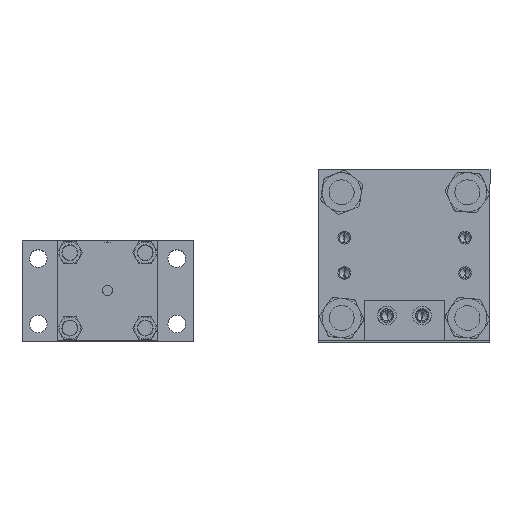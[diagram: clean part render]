
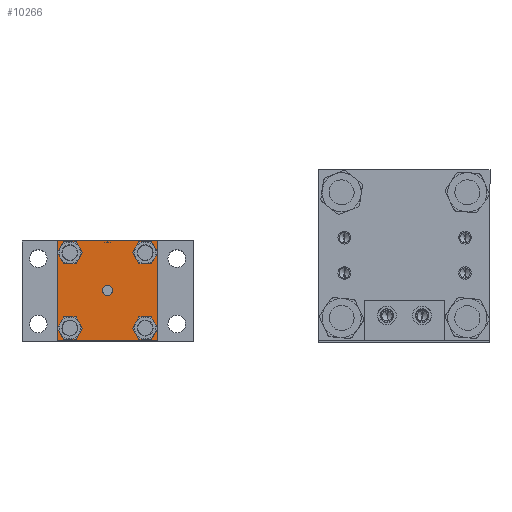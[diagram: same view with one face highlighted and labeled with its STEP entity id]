
A CAD part, top view. The second image highlights one B-rep face of the part: STEP entity #10266.
In plain terms, the highlighted planar face has unit normal (0, 0, 1).
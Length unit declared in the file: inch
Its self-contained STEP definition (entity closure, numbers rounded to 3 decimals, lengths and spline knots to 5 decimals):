
#249 = EDGE_CURVE ( 'NONE', #13442, #11313, #10931, .T. ) ;
#368 = CIRCLE ( 'NONE', #8172, 0.188 ) ;
#726 = EDGE_CURVE ( 'NONE', #12094, #9079, #11870, .T. ) ;
#749 = CARTESIAN_POINT ( 'NONE',  ( 7.02246, 7.39306, 0.5 ) ) ;
#759 = CARTESIAN_POINT ( 'NONE',  ( 5.89946, 8.32806, 0.5 ) ) ;
#773 = ORIENTED_EDGE ( 'NONE', *, *, #14918, .F. ) ;
#921 = DIRECTION ( 'NONE',  ( 1., 0., 0. ) ) ;
#1080 = DIRECTION ( 'NONE',  ( 1., 0., 0. ) ) ;
#1331 = EDGE_CURVE ( 'NONE', #8598, #11060, #13930, .T. ) ;
#1552 = AXIS2_PLACEMENT_3D ( 'NONE', #4545, #5695, #10641 ) ;
#1808 = CIRCLE ( 'NONE', #10275, 0.188 ) ;
#2078 = CARTESIAN_POINT ( 'NONE',  ( 5.89946, 9.57806, 0.5 ) ) ;
#2138 = FACE_BOUND ( 'NONE', #3511, .T. ) ;
#2180 = LINE ( 'NONE', #6645, #4859 ) ;
#2438 = DIRECTION ( 'NONE',  ( 1., 0., 0. ) ) ;
#2651 = EDGE_CURVE ( 'NONE', #9079, #12094, #1808, .T. ) ;
#2685 = ORIENTED_EDGE ( 'NONE', *, *, #249, .F. ) ;
#2739 = ORIENTED_EDGE ( 'NONE', *, *, #2651, .F. ) ;
#2952 = EDGE_CURVE ( 'NONE', #9211, #8599, #2180, .T. ) ;
#2960 = EDGE_LOOP ( 'NONE', ( #8165, #7929 ) ) ;
#3039 = ORIENTED_EDGE ( 'NONE', *, *, #1331, .F. ) ;
#3048 = DIRECTION ( 'NONE',  ( 0., -1., 0. ) ) ;
#3122 = AXIS2_PLACEMENT_3D ( 'NONE', #15405, #8148, #921 ) ;
#3325 = DIRECTION ( 'NONE',  ( 0., 0., 1. ) ) ;
#3348 = CIRCLE ( 'NONE', #10749, 0.188 ) ;
#3449 = EDGE_CURVE ( 'NONE', #11060, #8598, #6147, .T. ) ;
#3511 = EDGE_LOOP ( 'NONE', ( #5533, #773 ) ) ;
#3975 = ORIENTED_EDGE ( 'NONE', *, *, #2952, .T. ) ;
#4425 = AXIS2_PLACEMENT_3D ( 'NONE', #759, #12649, #10267 ) ;
#4441 = DIRECTION ( 'NONE',  ( 1., 0., 0. ) ) ;
#4545 = CARTESIAN_POINT ( 'NONE',  ( 6.83446, 7.39306, 0.5 ) ) ;
#4596 = VERTEX_POINT ( 'NONE', #9993 ) ;
#4632 = CARTESIAN_POINT ( 'NONE',  ( 7.14946, 7.07806, 0.5 ) ) ;
#4695 = CARTESIAN_POINT ( 'NONE',  ( 6.64646, 9.26306, 0.5 ) ) ;
#4704 = CARTESIAN_POINT ( 'NONE',  ( 5.15246, 9.26306, 0.5 ) ) ;
#4859 = VECTOR ( 'NONE', #3048, 39.37008 ) ;
#4901 = EDGE_CURVE ( 'NONE', #8599, #11313, #14604, .T. ) ;
#5184 = VECTOR ( 'NONE', #10530, 39.37008 ) ;
#5358 = FACE_BOUND ( 'NONE', #14347, .T. ) ;
#5497 = CIRCLE ( 'NONE', #6344, 0.188 ) ;
#5533 = ORIENTED_EDGE ( 'NONE', *, *, #14459, .F. ) ;
#5673 = CARTESIAN_POINT ( 'NONE',  ( 4.77646, 9.26306, 0.5 ) ) ;
#5695 = DIRECTION ( 'NONE',  ( 0., 0., 1. ) ) ;
#6034 = DIRECTION ( 'NONE',  ( 0., 0., 1. ) ) ;
#6147 = CIRCLE ( 'NONE', #7737, 0.188 ) ;
#6299 = VECTOR ( 'NONE', #8137, 39.37008 ) ;
#6344 = AXIS2_PLACEMENT_3D ( 'NONE', #12878, #9413, #9363 ) ;
#6349 = CIRCLE ( 'NONE', #4425, 0.12655 ) ;
#6497 = LINE ( 'NONE', #2078, #5184 ) ;
#6605 = ORIENTED_EDGE ( 'NONE', *, *, #3449, .F. ) ;
#6645 = CARTESIAN_POINT ( 'NONE',  ( 4.64946, 5.57249, 0.5 ) ) ;
#6890 = DIRECTION ( 'NONE',  ( 1., 0., 0. ) ) ;
#7016 = DIRECTION ( 'NONE',  ( 1., 0., 0. ) ) ;
#7039 = DIRECTION ( 'NONE',  ( 0., 0., 1. ) ) ;
#7102 = CARTESIAN_POINT ( 'NONE',  ( 4.96446, 9.26306, 0.5 ) ) ;
#7128 = EDGE_LOOP ( 'NONE', ( #12423, #3975, #11562, #2685 ) ) ;
#7309 = AXIS2_PLACEMENT_3D ( 'NONE', #9318, #3325, #4441 ) ;
#7737 = AXIS2_PLACEMENT_3D ( 'NONE', #7102, #8308, #1080 ) ;
#7929 = ORIENTED_EDGE ( 'NONE', *, *, #8004, .F. ) ;
#8004 = EDGE_CURVE ( 'NONE', #12483, #15647, #3348, .T. ) ;
#8137 = DIRECTION ( 'NONE',  ( 1., 0., 0. ) ) ;
#8148 = DIRECTION ( 'NONE',  ( 0., 0., 1. ) ) ;
#8165 = ORIENTED_EDGE ( 'NONE', *, *, #12428, .F. ) ;
#8172 = AXIS2_PLACEMENT_3D ( 'NONE', #11681, #7039, #6890 ) ;
#8175 = CARTESIAN_POINT ( 'NONE',  ( 6.83446, 7.39306, 0.5 ) ) ;
#8308 = DIRECTION ( 'NONE',  ( 0., 0., 1. ) ) ;
#8587 = DIRECTION ( 'NONE',  ( 0., -1., 0. ) ) ;
#8598 = VERTEX_POINT ( 'NONE', #4704 ) ;
#8599 = VERTEX_POINT ( 'NONE', #13084 ) ;
#8921 = FACE_OUTER_BOUND ( 'NONE', #7128, .T. ) ;
#9023 = EDGE_LOOP ( 'NONE', ( #12062, #11910 ) ) ;
#9079 = VERTEX_POINT ( 'NONE', #749 ) ;
#9134 = ORIENTED_EDGE ( 'NONE', *, *, #726, .F. ) ;
#9211 = VERTEX_POINT ( 'NONE', #15496 ) ;
#9318 = CARTESIAN_POINT ( 'NONE',  ( 5.89946, 5.57249, 0.5 ) ) ;
#9363 = DIRECTION ( 'NONE',  ( 1., 0., 0. ) ) ;
#9413 = DIRECTION ( 'NONE',  ( 0., 0., 1. ) ) ;
#9439 = AXIS2_PLACEMENT_3D ( 'NONE', #13899, #15127, #12802 ) ;
#9453 = VERTEX_POINT ( 'NONE', #9874 ) ;
#9659 = CIRCLE ( 'NONE', #3122, 0.188 ) ;
#9874 = CARTESIAN_POINT ( 'NONE',  ( 5.77291, 8.32806, 0.5 ) ) ;
#9993 = CARTESIAN_POINT ( 'NONE',  ( 7.02246, 9.26306, 0.5 ) ) ;
#10266 = ADVANCED_FACE ( 'NONE', ( #5358, #2138, #11387, #10835, #8921, #14608 ), #11657, .T. ) ;
#10267 = DIRECTION ( 'NONE',  ( 1., 0., 0. ) ) ;
#10275 = AXIS2_PLACEMENT_3D ( 'NONE', #8175, #14260, #7016 ) ;
#10312 = CARTESIAN_POINT ( 'NONE',  ( 7.14946, 9.57806, 0.5 ) ) ;
#10519 = CARTESIAN_POINT ( 'NONE',  ( 5.89946, 7.07806, 0.5 ) ) ;
#10530 = DIRECTION ( 'NONE',  ( 1., 0., 0. ) ) ;
#10641 = DIRECTION ( 'NONE',  ( 1., 0., 0. ) ) ;
#10667 = EDGE_CURVE ( 'NONE', #9211, #13442, #6497, .T. ) ;
#10749 = AXIS2_PLACEMENT_3D ( 'NONE', #11078, #14671, #14621 ) ;
#10806 = CIRCLE ( 'NONE', #10972, 0.12655 ) ;
#10835 = FACE_BOUND ( 'NONE', #2960, .T. ) ;
#10931 = LINE ( 'NONE', #10967, #14352 ) ;
#10967 = CARTESIAN_POINT ( 'NONE',  ( 7.14946, 5.57249, 0.5 ) ) ;
#10972 = AXIS2_PLACEMENT_3D ( 'NONE', #12047, #6034, #2438 ) ;
#11060 = VERTEX_POINT ( 'NONE', #5673 ) ;
#11078 = CARTESIAN_POINT ( 'NONE',  ( 4.96446, 7.39306, 0.5 ) ) ;
#11313 = VERTEX_POINT ( 'NONE', #4632 ) ;
#11387 = FACE_BOUND ( 'NONE', #12659, .T. ) ;
#11402 = EDGE_CURVE ( 'NONE', #9453, #13174, #10806, .T. ) ;
#11562 = ORIENTED_EDGE ( 'NONE', *, *, #4901, .T. ) ;
#11657 = PLANE ( 'NONE',  #7309 ) ;
#11681 = CARTESIAN_POINT ( 'NONE',  ( 6.83446, 9.26306, 0.5 ) ) ;
#11870 = CIRCLE ( 'NONE', #1552, 0.188 ) ;
#11883 = CARTESIAN_POINT ( 'NONE',  ( 6.02601, 8.32806, 0.5 ) ) ;
#11910 = ORIENTED_EDGE ( 'NONE', *, *, #12324, .F. ) ;
#12047 = CARTESIAN_POINT ( 'NONE',  ( 5.89946, 8.32806, 0.5 ) ) ;
#12062 = ORIENTED_EDGE ( 'NONE', *, *, #11402, .F. ) ;
#12094 = VERTEX_POINT ( 'NONE', #14829 ) ;
#12324 = EDGE_CURVE ( 'NONE', #13174, #9453, #6349, .T. ) ;
#12423 = ORIENTED_EDGE ( 'NONE', *, *, #10667, .F. ) ;
#12428 = EDGE_CURVE ( 'NONE', #15647, #12483, #5497, .T. ) ;
#12483 = VERTEX_POINT ( 'NONE', #14137 ) ;
#12649 = DIRECTION ( 'NONE',  ( 0., 0., 1. ) ) ;
#12659 = EDGE_LOOP ( 'NONE', ( #3039, #6605 ) ) ;
#12802 = DIRECTION ( 'NONE',  ( 1., 0., 0. ) ) ;
#12878 = CARTESIAN_POINT ( 'NONE',  ( 4.96446, 7.39306, 0.5 ) ) ;
#13084 = CARTESIAN_POINT ( 'NONE',  ( 4.64946, 7.07806, 0.5 ) ) ;
#13150 = CARTESIAN_POINT ( 'NONE',  ( 5.15246, 7.39306, 0.5 ) ) ;
#13174 = VERTEX_POINT ( 'NONE', #11883 ) ;
#13442 = VERTEX_POINT ( 'NONE', #10312 ) ;
#13899 = CARTESIAN_POINT ( 'NONE',  ( 4.96446, 9.26306, 0.5 ) ) ;
#13930 = CIRCLE ( 'NONE', #9439, 0.188 ) ;
#14137 = CARTESIAN_POINT ( 'NONE',  ( 4.77646, 7.39306, 0.5 ) ) ;
#14260 = DIRECTION ( 'NONE',  ( 0., 0., 1. ) ) ;
#14347 = EDGE_LOOP ( 'NONE', ( #2739, #9134 ) ) ;
#14352 = VECTOR ( 'NONE', #8587, 39.37008 ) ;
#14459 = EDGE_CURVE ( 'NONE', #4596, #14508, #9659, .T. ) ;
#14508 = VERTEX_POINT ( 'NONE', #4695 ) ;
#14604 = LINE ( 'NONE', #10519, #6299 ) ;
#14608 = FACE_BOUND ( 'NONE', #9023, .T. ) ;
#14621 = DIRECTION ( 'NONE',  ( 1., 0., 0. ) ) ;
#14671 = DIRECTION ( 'NONE',  ( 0., 0., 1. ) ) ;
#14829 = CARTESIAN_POINT ( 'NONE',  ( 6.64646, 7.39306, 0.5 ) ) ;
#14918 = EDGE_CURVE ( 'NONE', #14508, #4596, #368, .T. ) ;
#15127 = DIRECTION ( 'NONE',  ( 0., 0., 1. ) ) ;
#15405 = CARTESIAN_POINT ( 'NONE',  ( 6.83446, 9.26306, 0.5 ) ) ;
#15496 = CARTESIAN_POINT ( 'NONE',  ( 4.64946, 9.57806, 0.5 ) ) ;
#15647 = VERTEX_POINT ( 'NONE', #13150 ) ;
